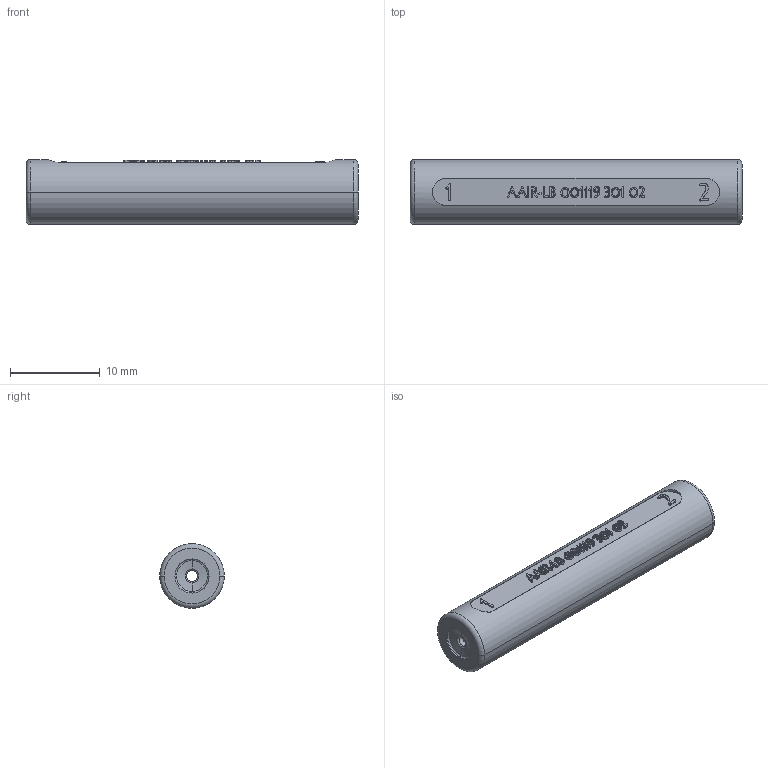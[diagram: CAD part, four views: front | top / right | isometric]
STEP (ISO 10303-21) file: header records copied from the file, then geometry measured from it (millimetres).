
FILE_DESCRIPTION((''),'2;1');
FILE_NAME('00111930102','2019-11-04T',('presta_be4'),(''),'CREO PARAMETRIC BY PTC INC, 2018360','CREO PARAMETRIC BY PTC INC, 2018360','');
FILE_SCHEMA(('CONFIG_CONTROL_DESIGN'));
Length unit declared in the file: millimetre
Products named in the file (1): 00111930102
Bounding box: 37 x 7.2 x 7.2 mm (x, y, z)
Volume: 903.2 mm3; surface area: 1512.5 mm2
Topology: 1 solids, 1 shells, 512 faces, 1345 edges, 868 vertices
Faces by surface type: extrusion 305, plane 111, torus 42, cylinder 36, cone 18
Entity records: 16656 total; most frequent: CARTESIAN_POINT 5092, ORIENTED_EDGE 2690, DIRECTION 1600, EDGE_CURVE 1345, B_SPLINE_CURVE_WITH_KNOTS 919, VECTOR 886, VERTEX_POINT 868, LINE 581
